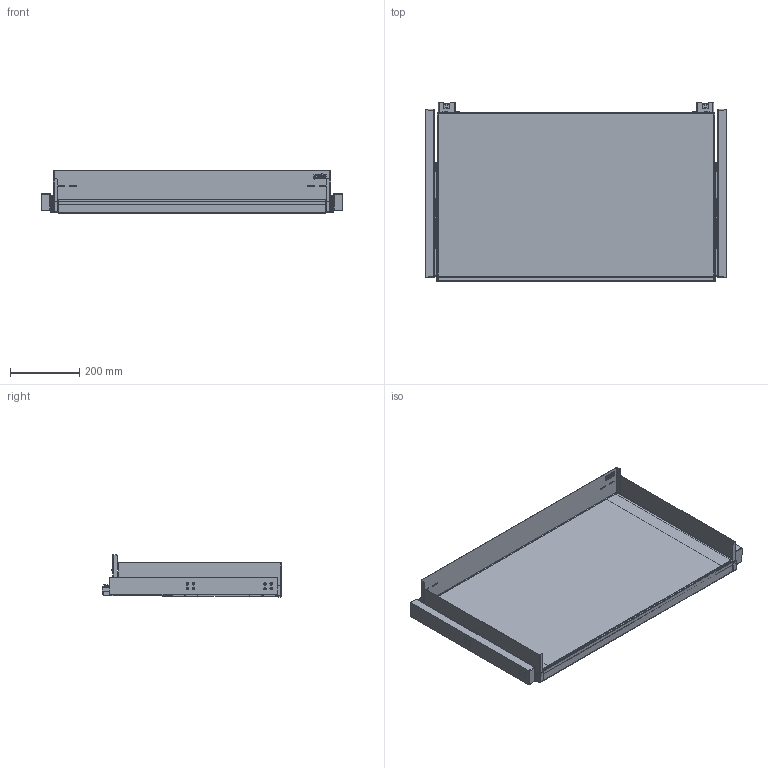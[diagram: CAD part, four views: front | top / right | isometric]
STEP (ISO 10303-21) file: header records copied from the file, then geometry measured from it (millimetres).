
FILE_DESCRIPTION(/* description */ (''),/* implementation_level */ '2;1');
FILE_NAME(/* name */ '3D_200-2749-XX.stp',/* time_stamp */ '2022-03-17T14:03:40+01:00',/* author */ ('as'),/* organization */ (''),/* preprocessor_version */ 'ST-DEVELOPER v18.1',/* originating_system */ 'Autodesk Inventor 2021',/* authorisation */ '');
FILE_SCHEMA (('CONFIG_CONTROL_DESIGN'));
Length unit declared in the file: millimetre
Products named in the file (10): Ex Liro Grass Dynapro 900 mit DL Master 2; Tablar Ex Liro Dynapro 900 mit DL; Ex Liro Abdeckprofil 900 mit DL; Spacer Grass Dynapro; Spacer Grass Dynapro links; Vollauszug Dynapro NL500 40kg; Vollauszug F130107820 L500 40kg L; Vollauszug F130107820 L500 40kg R; Distanzleiste Grass Dynapro; Türabweiser
Assembly tree (13 placements, depth 3):
  Ex Liro Grass Dynapro 900 mit DL Master 2
    Tablar Ex Liro Dynapro 900 mit DL
    Ex Liro Abdeckprofil 900 mit DL
    Spacer Grass Dynapro  x2
    Spacer Grass Dynapro links  x2
    Türabweiser  x2
    Vollauszug Dynapro NL500 40kg
      Vollauszug F130107820 L500 40kg L
      Vollauszug F130107820 L500 40kg R
    Distanzleiste Grass Dynapro  x2
Bounding box: 868 x 517.6 x 121.25 mm (x, y, z)
Volume: 3124762.2 mm3; surface area: 1725222.8 mm2
Topology: 16 solids, 16 shells, 1762 faces, 4618 edges, 3020 vertices
Faces by surface type: plane 1211, cylinder 417, bspline 74, cone 48, sphere 8, torus 4
Full cylindrical faces by diameter (mm): 5 x16, 6.3 x68, 6.4 x4, 6.435 x4, 6.47 x8, 7 x16
Entity records: 42819 total; most frequent: CARTESIAN_POINT 9692, ORIENTED_EDGE 6788, DIRECTION 6494, EDGE_CURVE 3394, LINE 2672, VECTOR 2672, VERTEX_POINT 2216, AXIS2_PLACEMENT_3D 1911
